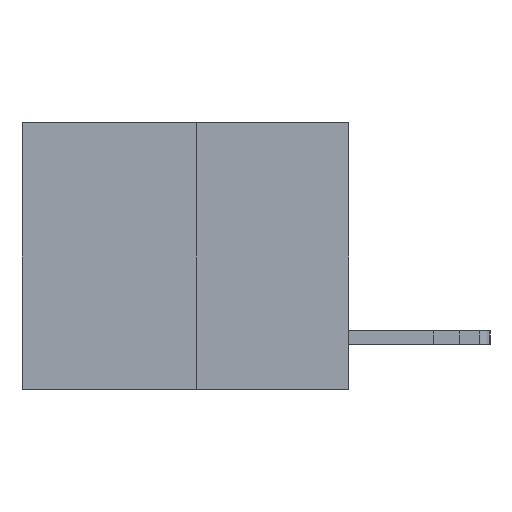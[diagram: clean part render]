
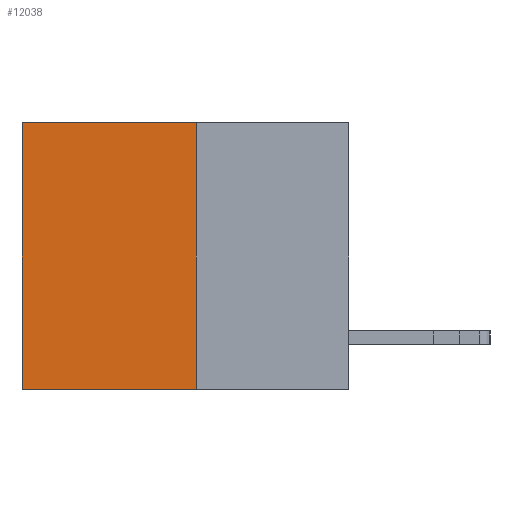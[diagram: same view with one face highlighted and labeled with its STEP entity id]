
A CAD part, left-side view. The second image highlights one B-rep face of the part: STEP entity #12038.
In plain terms, the highlighted planar face has unit normal (-1, 0, 0).
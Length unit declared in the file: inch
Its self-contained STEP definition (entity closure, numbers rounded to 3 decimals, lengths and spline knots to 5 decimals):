
#638 = EDGE_CURVE ( 'NONE', #5667, #14627, #3627, .T. ) ;
#1506 = CARTESIAN_POINT ( 'NONE',  ( 0.3165, 0.6, -0.49 ) ) ;
#2490 = AXIS2_PLACEMENT_3D ( 'NONE', #12447, #6768, #6852 ) ;
#2840 = LINE ( 'NONE', #16562, #23990 ) ;
#3055 = PLANE ( 'NONE',  #2490 ) ;
#3627 = LINE ( 'NONE', #5761, #11627 ) ;
#4196 = EDGE_CURVE ( 'NONE', #11619, #14627, #2840, .T. ) ;
#4387 = LINE ( 'NONE', #5734, #21949 ) ;
#5145 = DIRECTION ( 'NONE',  ( 0., 0., -1. ) ) ;
#5505 = CARTESIAN_POINT ( 'NONE',  ( 0.3165, 0.28, -0.49 ) ) ;
#5667 = VERTEX_POINT ( 'NONE', #5505 ) ;
#5734 = CARTESIAN_POINT ( 'NONE',  ( 0.3165, 0.28, 0. ) ) ;
#5761 = CARTESIAN_POINT ( 'NONE',  ( 0.3165, 0.28, -0.49 ) ) ;
#5801 = CARTESIAN_POINT ( 'NONE',  ( 0.3165, 0.28, -0.49 ) ) ;
#6768 = DIRECTION ( 'NONE',  ( 1., 0., 0. ) ) ;
#6852 = DIRECTION ( 'NONE',  ( 0., 0., -1. ) ) ;
#6920 = FACE_OUTER_BOUND ( 'NONE', #21538, .T. ) ;
#6984 = ORIENTED_EDGE ( 'NONE', *, *, #20217, .T. ) ;
#7074 = ORIENTED_EDGE ( 'NONE', *, *, #15245, .F. ) ;
#7180 = VECTOR ( 'NONE', #15063, 39.37008 ) ;
#8223 = DIRECTION ( 'NONE',  ( 0., 1., 0. ) ) ;
#8944 = ORIENTED_EDGE ( 'NONE', *, *, #638, .F. ) ;
#9191 = ORIENTED_EDGE ( 'NONE', *, *, #4196, .T. ) ;
#9586 = LINE ( 'NONE', #5801, #7180 ) ;
#11619 = VERTEX_POINT ( 'NONE', #23543 ) ;
#11627 = VECTOR ( 'NONE', #8223, 39.37008 ) ;
#12038 = ADVANCED_FACE ( 'NONE', ( #6920 ), #3055, .F. ) ;
#12447 = CARTESIAN_POINT ( 'NONE',  ( 0.3165, 0.28, -0.49 ) ) ;
#14627 = VERTEX_POINT ( 'NONE', #1506 ) ;
#15063 = DIRECTION ( 'NONE',  ( 0., 0., -1. ) ) ;
#15245 = EDGE_CURVE ( 'NONE', #20970, #5667, #9586, .T. ) ;
#15463 = DIRECTION ( 'NONE',  ( 0., 1., 0. ) ) ;
#16562 = CARTESIAN_POINT ( 'NONE',  ( 0.3165, 0.6, -0.49 ) ) ;
#20217 = EDGE_CURVE ( 'NONE', #20970, #11619, #4387, .T. ) ;
#20970 = VERTEX_POINT ( 'NONE', #24212 ) ;
#21538 = EDGE_LOOP ( 'NONE', ( #9191, #8944, #7074, #6984 ) ) ;
#21949 = VECTOR ( 'NONE', #15463, 39.37008 ) ;
#23543 = CARTESIAN_POINT ( 'NONE',  ( 0.3165, 0.6, 0. ) ) ;
#23990 = VECTOR ( 'NONE', #5145, 39.37008 ) ;
#24212 = CARTESIAN_POINT ( 'NONE',  ( 0.3165, 0.28, 0. ) ) ;
